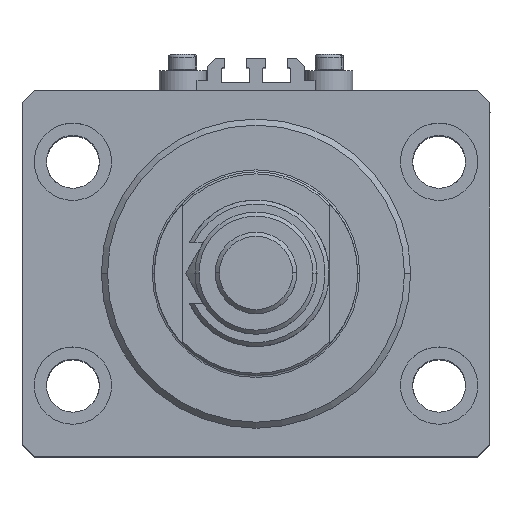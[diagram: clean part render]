
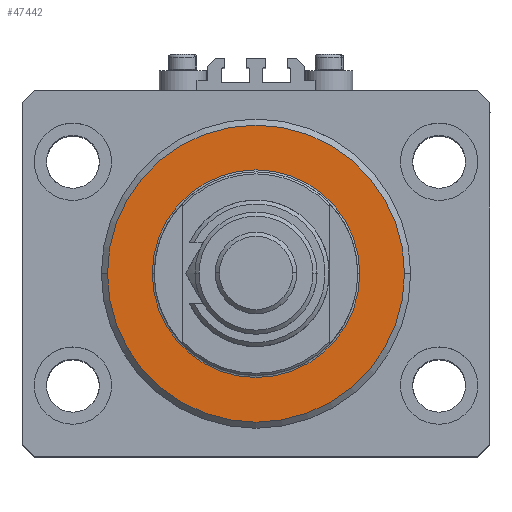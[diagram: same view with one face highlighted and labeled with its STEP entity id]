
A CAD part, top view. The second image highlights one B-rep face of the part: STEP entity #47442.
In plain terms, the highlighted face is planar.
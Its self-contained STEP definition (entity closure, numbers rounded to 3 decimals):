
#393 = VERTEX_POINT ( 'NONE', #12440 ) ;
#658 = CARTESIAN_POINT ( 'NONE',  ( 25.5, 0., 0. ) ) ;
#2301 = DIRECTION ( 'NONE',  ( 0., 0., 1. ) ) ;
#2685 = DIRECTION ( 'NONE',  ( 1., 0., 0. ) ) ;
#3227 = DIRECTION ( 'NONE',  ( 0., 0., 1. ) ) ;
#3909 = AXIS2_PLACEMENT_3D ( 'NONE', #6665, #3227, #10868 ) ;
#4150 = DIRECTION ( 'NONE',  ( 0., 0., -1. ) ) ;
#5284 = DIRECTION ( 'NONE',  ( 1., 0., 0. ) ) ;
#5544 = DIRECTION ( 'NONE',  ( 0., 0., 1. ) ) ;
#6665 = CARTESIAN_POINT ( 'NONE',  ( 0., 0., 0. ) ) ;
#7142 = EDGE_CURVE ( 'NONE', #35972, #393, #8913, .T. ) ;
#7437 = PLANE ( 'NONE',  #3909 ) ;
#8913 = CIRCLE ( 'NONE', #15650, 36.5 ) ;
#10316 = ORIENTED_EDGE ( 'NONE', *, *, #7142, .T. ) ;
#10868 = DIRECTION ( 'NONE',  ( 1., 0., 0. ) ) ;
#12440 = CARTESIAN_POINT ( 'NONE',  ( 36.5, 0., 0. ) ) ;
#13660 = EDGE_CURVE ( 'NONE', #393, #35972, #27673, .T. ) ;
#15267 = AXIS2_PLACEMENT_3D ( 'NONE', #47901, #5544, #5284 ) ;
#15650 = AXIS2_PLACEMENT_3D ( 'NONE', #50553, #31039, #2685 ) ;
#19714 = VERTEX_POINT ( 'NONE', #28402 ) ;
#22100 = EDGE_CURVE ( 'NONE', #31472, #19714, #31181, .T. ) ;
#26222 = CARTESIAN_POINT ( 'NONE',  ( 0., 0., 0. ) ) ;
#27286 = DIRECTION ( 'NONE',  ( 1., 0., 0. ) ) ;
#27673 = CIRCLE ( 'NONE', #39426, 36.5 ) ;
#28304 = EDGE_CURVE ( 'NONE', #19714, #31472, #44577, .T. ) ;
#28402 = CARTESIAN_POINT ( 'NONE',  ( -25.5, 0., 0. ) ) ;
#31039 = DIRECTION ( 'NONE',  ( 0., 0., -1. ) ) ;
#31181 = CIRCLE ( 'NONE', #15267, 25.5 ) ;
#31472 = VERTEX_POINT ( 'NONE', #658 ) ;
#33488 = EDGE_LOOP ( 'NONE', ( #34907, #47076 ) ) ;
#34355 = DIRECTION ( 'NONE',  ( 1., 0., 0. ) ) ;
#34907 = ORIENTED_EDGE ( 'NONE', *, *, #22100, .T. ) ;
#35066 = CARTESIAN_POINT ( 'NONE',  ( -36.5, 0., 0. ) ) ;
#35972 = VERTEX_POINT ( 'NONE', #35066 ) ;
#37992 = ORIENTED_EDGE ( 'NONE', *, *, #13660, .T. ) ;
#38207 = EDGE_LOOP ( 'NONE', ( #37992, #10316 ) ) ;
#38990 = FACE_OUTER_BOUND ( 'NONE', #38207, .T. ) ;
#39426 = AXIS2_PLACEMENT_3D ( 'NONE', #48081, #4150, #27286 ) ;
#41224 = AXIS2_PLACEMENT_3D ( 'NONE', #26222, #2301, #34355 ) ;
#43473 = FACE_BOUND ( 'NONE', #33488, .T. ) ;
#44577 = CIRCLE ( 'NONE', #41224, 25.5 ) ;
#47076 = ORIENTED_EDGE ( 'NONE', *, *, #28304, .T. ) ;
#47442 = ADVANCED_FACE ( 'NONE', ( #43473, #38990 ), #7437, .F. ) ;
#47901 = CARTESIAN_POINT ( 'NONE',  ( 0., 0., 0. ) ) ;
#48081 = CARTESIAN_POINT ( 'NONE',  ( 0., 0., 0. ) ) ;
#50553 = CARTESIAN_POINT ( 'NONE',  ( 0., 0., 0. ) ) ;
